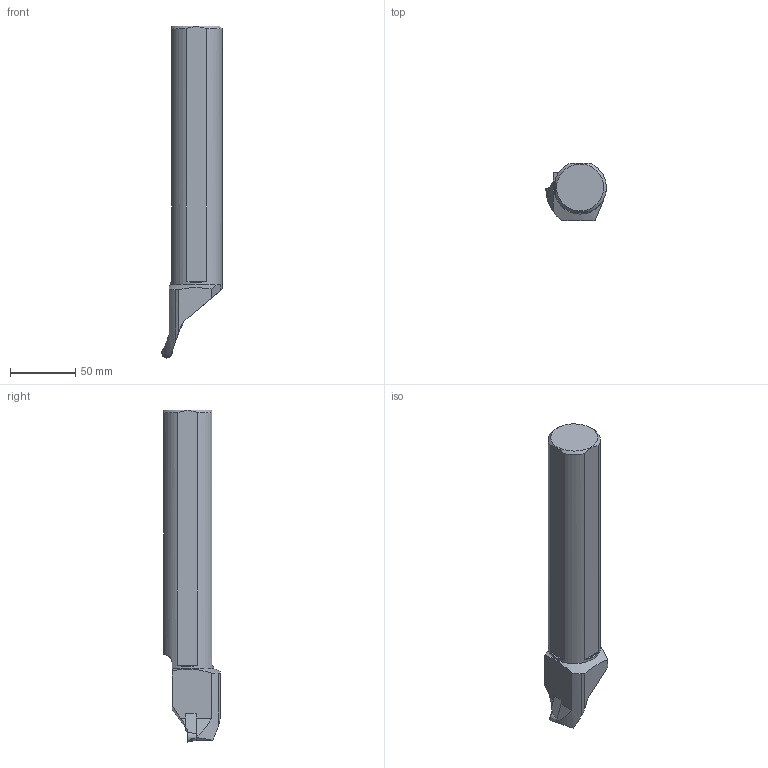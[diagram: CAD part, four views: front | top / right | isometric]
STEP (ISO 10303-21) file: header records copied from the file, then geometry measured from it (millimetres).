
FILE_DESCRIPTION(/* description */ (''),/* implementation_level */ '2;1');
FILE_NAME(/* name */ '1553766745263.stp',/* time_stamp */ '2019-03-28T15:22:54+06:00',/* author */ (''),/* organization */ ('SMS'),/* preprocessor_version */ 'ST-DEVELOPER v15',/* originating_system */ 'SIEMENS PLM Software NX 8.5',/* authorisation */ '');
FILE_SCHEMA (('AUTOMOTIVE_DESIGN { 1 0 10303 214 3 1 1 1 }'));
Length unit declared in the file: millimetre
Products named in the file (4): 201539477mod000_00; ASSEMBLY_CONSTRUCTION; 201718673mod000_00; 201718671mod000_00
Assembly tree (3 placements, depth 2):
  201718671mod000_00
    201718673mod000_00
    ASSEMBLY_CONSTRUCTION
    201539477mod000_00
Bounding box: 46.36 x 43.5 x 253.99 mm (x, y, z)
Volume: 269925.8 mm3; surface area: 32679.9 mm2
Topology: 2 solids, 2 shells, 70 faces, 195 edges, 136 vertices
Faces by surface type: plane 30, bspline 26, cylinder 10, cone 4
Entity records: 4376 total; most frequent: CARTESIAN_POINT 2686, ORIENTED_EDGE 384, DIRECTION 221, EDGE_CURVE 192, VERTEX_POINT 127, B_SPLINE_CURVE_WITH_KNOTS 104, AXIS2_PLACEMENT_3D 79, EDGE_LOOP 71
